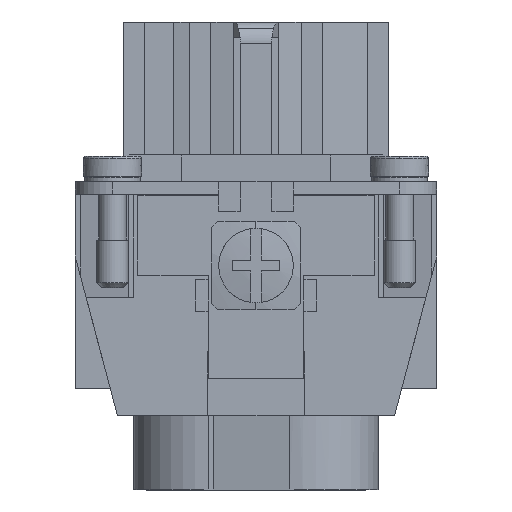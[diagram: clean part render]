
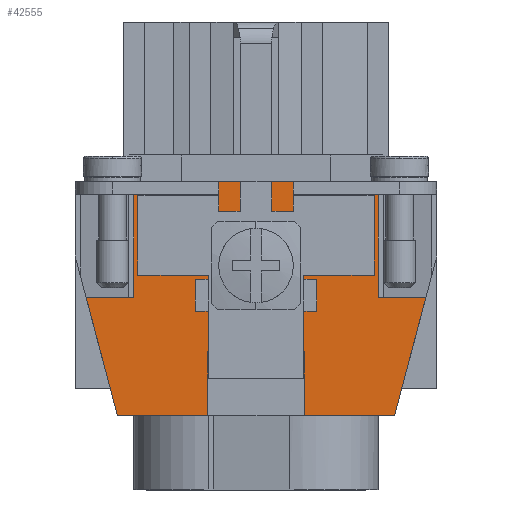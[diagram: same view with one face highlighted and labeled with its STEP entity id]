
A CAD part, left-side view. The second image highlights one B-rep face of the part: STEP entity #42555.
In plain terms, the highlighted planar face has unit normal (-1, 0, 0).
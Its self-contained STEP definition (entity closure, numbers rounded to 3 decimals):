
#16901=CARTESIAN_POINT('',(-45.,13.026,-2.5));
#16902=VERTEX_POINT('',#16901);
#16909=CARTESIAN_POINT('',(-45.0,15.967,8.6));
#16910=VERTEX_POINT('',#16909);
#16911=CARTESIAN_POINT('',(-45.0,15.967,8.6));
#16912=DIRECTION('',(0.,-0.256,-0.967));
#16913=VECTOR('',#16912,11.483);
#16914=LINE('',#16911,#16913);
#16915=EDGE_CURVE('',#16910,#16902,#16914,.T.);
#18282=CARTESIAN_POINT('',(-45.0,-15.967,8.6));
#18283=VERTEX_POINT('',#18282);
#18290=CARTESIAN_POINT('',(-45.,-13.026,-2.5));
#18291=VERTEX_POINT('',#18290);
#18292=CARTESIAN_POINT('',(-45.,-13.026,-2.5));
#18293=DIRECTION('',(0.,-0.256,0.967));
#18294=VECTOR('',#18293,11.483);
#18295=LINE('',#18292,#18294);
#18296=EDGE_CURVE('',#18291,#18283,#18295,.T.);
#23086=CARTESIAN_POINT('',(-45.0,-4.55,-2.5));
#23087=VERTEX_POINT('',#23086);
#23088=CARTESIAN_POINT('',(-45.0,-4.55,-2.5));
#23089=DIRECTION('',(0.0,-1.0,0.0));
#23090=VECTOR('',#23089,8.476);
#23091=LINE('',#23088,#23090);
#23092=EDGE_CURVE('',#23087,#18291,#23091,.T.);
#23142=CARTESIAN_POINT('',(-45.0,4.55,-2.5));
#23143=VERTEX_POINT('',#23142);
#23150=CARTESIAN_POINT('',(-45.,13.026,-2.5));
#23151=DIRECTION('',(0.0,-1.0,0.0));
#23152=VECTOR('',#23151,8.476);
#23153=LINE('',#23150,#23152);
#23154=EDGE_CURVE('',#16902,#23143,#23153,.T.);
#40909=CARTESIAN_POINT('',(-45.0,-11.5,19.5));
#40910=VERTEX_POINT('',#40909);
#40911=CARTESIAN_POINT('',(-45.0,11.5,19.5));
#40912=VERTEX_POINT('',#40911);
#40913=CARTESIAN_POINT('',(-45.0,-11.5,19.5));
#40914=DIRECTION('',(0.0,1.0,0.0));
#40915=VECTOR('',#40914,23.);
#40916=LINE('',#40913,#40915);
#40917=EDGE_CURVE('',#40910,#40912,#40916,.T.);
#42444=CARTESIAN_POINT('',(-45.0,11.5,8.6));
#42445=VERTEX_POINT('',#42444);
#42446=CARTESIAN_POINT('',(-45.0,11.5,8.6));
#42447=DIRECTION('',(0.0,1.0,0.0));
#42448=VECTOR('',#42447,4.467);
#42449=LINE('',#42446,#42448);
#42450=EDGE_CURVE('',#42445,#16910,#42449,.T.);
#42500=CARTESIAN_POINT('',(-45.0,-17.0,0.0));
#42501=DIRECTION('',(-1.0,0.0,0.0));
#42502=DIRECTION('',(0.0,0.0,1.0));
#42503=AXIS2_PLACEMENT_3D('',#42500,#42501,#42502);
#42504=PLANE('',#42503);
#42505=ORIENTED_EDGE('',*,*,#16915,.T.);
#42506=ORIENTED_EDGE('',*,*,#23154,.T.);
#42507=CARTESIAN_POINT('',(-45.0,4.55,3.5));
#42508=VERTEX_POINT('',#42507);
#42509=CARTESIAN_POINT('',(-45.0,4.55,-2.5));
#42510=DIRECTION('',(0.0,0.0,1.0));
#42511=VECTOR('',#42510,6.0);
#42512=LINE('',#42509,#42511);
#42513=EDGE_CURVE('',#23143,#42508,#42512,.T.);
#42514=ORIENTED_EDGE('',*,*,#42513,.T.);
#42515=CARTESIAN_POINT('',(-45.0,-4.55,3.5));
#42516=VERTEX_POINT('',#42515);
#42517=CARTESIAN_POINT('',(-45.0,4.55,3.5));
#42518=DIRECTION('',(0.0,-1.0,0.0));
#42519=VECTOR('',#42518,9.1);
#42520=LINE('',#42517,#42519);
#42521=EDGE_CURVE('',#42508,#42516,#42520,.T.);
#42522=ORIENTED_EDGE('',*,*,#42521,.T.);
#42523=CARTESIAN_POINT('',(-45.0,-4.55,3.5));
#42524=DIRECTION('',(0.0,0.0,-1.0));
#42525=VECTOR('',#42524,6.0);
#42526=LINE('',#42523,#42525);
#42527=EDGE_CURVE('',#42516,#23087,#42526,.T.);
#42528=ORIENTED_EDGE('',*,*,#42527,.T.);
#42529=ORIENTED_EDGE('',*,*,#23092,.T.);
#42530=ORIENTED_EDGE('',*,*,#18296,.T.);
#42531=CARTESIAN_POINT('',(-45.0,-11.5,8.6));
#42532=VERTEX_POINT('',#42531);
#42533=CARTESIAN_POINT('',(-45.0,-15.967,8.6));
#42534=DIRECTION('',(0.0,1.0,0.0));
#42535=VECTOR('',#42534,4.467);
#42536=LINE('',#42533,#42535);
#42537=EDGE_CURVE('',#18283,#42532,#42536,.T.);
#42538=ORIENTED_EDGE('',*,*,#42537,.T.);
#42539=CARTESIAN_POINT('',(-45.0,-11.5,8.6));
#42540=DIRECTION('',(0.0,0.0,1.0));
#42541=VECTOR('',#42540,10.9);
#42542=LINE('',#42539,#42541);
#42543=EDGE_CURVE('',#42532,#40910,#42542,.T.);
#42544=ORIENTED_EDGE('',*,*,#42543,.T.);
#42545=ORIENTED_EDGE('',*,*,#40917,.T.);
#42546=CARTESIAN_POINT('',(-45.0,11.5,19.5));
#42547=DIRECTION('',(0.0,0.0,-1.0));
#42548=VECTOR('',#42547,10.9);
#42549=LINE('',#42546,#42548);
#42550=EDGE_CURVE('',#40912,#42445,#42549,.T.);
#42551=ORIENTED_EDGE('',*,*,#42550,.T.);
#42552=ORIENTED_EDGE('',*,*,#42450,.T.);
#42553=EDGE_LOOP('',(#42505,#42506,#42514,#42522,#42528,#42529,#42530,#42538,#42544,#42545,#42551,#42552));
#42554=FACE_OUTER_BOUND('',#42553,.T.);
#42555=ADVANCED_FACE('',(#42554),#42504,.T.);
